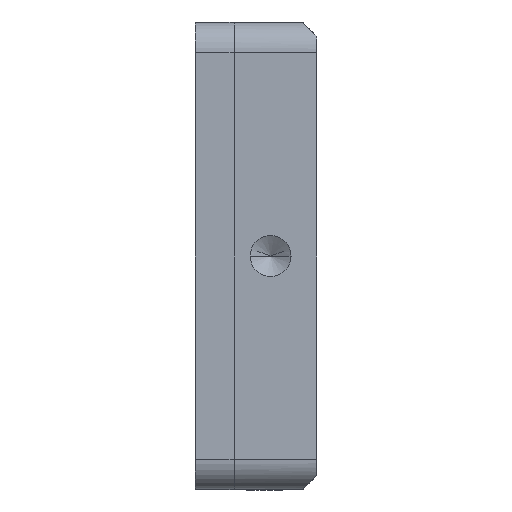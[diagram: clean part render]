
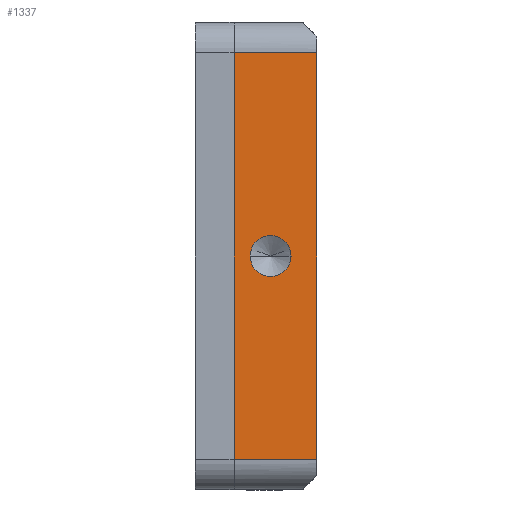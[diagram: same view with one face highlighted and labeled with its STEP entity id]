
A CAD part, left-side view. The second image highlights one B-rep face of the part: STEP entity #1337.
In plain terms, the highlighted planar face has unit normal (-1, 0, 0).
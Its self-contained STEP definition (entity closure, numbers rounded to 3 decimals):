
#57 = EDGE_CURVE ( 'NONE', #856, #1426, #518, .T. ) ;
#89 = DIRECTION ( 'NONE',  ( -1., 0., 0. ) ) ;
#97 = EDGE_CURVE ( 'NONE', #1412, #2015, #667, .T. ) ;
#123 = PLANE ( 'NONE',  #1137 ) ;
#164 = VECTOR ( 'NONE', #2119, 1000. ) ;
#310 = CIRCLE ( 'NONE', #1917, 2.1 ) ;
#409 = VERTEX_POINT ( 'NONE', #452 ) ;
#429 = VECTOR ( 'NONE', #2510, 1000. ) ;
#452 = CARTESIAN_POINT ( 'NONE',  ( -74.05, -20.875, 8.5 ) ) ;
#461 = CARTESIAN_POINT ( 'NONE',  ( -74.05, -24.05, 8.5 ) ) ;
#498 = VERTEX_POINT ( 'NONE', #1736 ) ;
#504 = LINE ( 'NONE', #2261, #659 ) ;
#514 = CARTESIAN_POINT ( 'NONE',  ( -74.05, -20.875, 8.5 ) ) ;
#518 = LINE ( 'NONE', #1899, #164 ) ;
#531 = CARTESIAN_POINT ( 'NONE',  ( -74.05, 0., 4.75 ) ) ;
#579 = VECTOR ( 'NONE', #2003, 1000. ) ;
#659 = VECTOR ( 'NONE', #2514, 1000. ) ;
#667 = CIRCLE ( 'NONE', #1623, 2.1 ) ;
#682 = DIRECTION ( 'NONE',  ( 0., 0., -1. ) ) ;
#726 = ORIENTED_EDGE ( 'NONE', *, *, #1408, .F. ) ;
#826 = ORIENTED_EDGE ( 'NONE', *, *, #1811, .T. ) ;
#835 = FACE_OUTER_BOUND ( 'NONE', #1196, .T. ) ;
#856 = VERTEX_POINT ( 'NONE', #1328 ) ;
#858 = CARTESIAN_POINT ( 'NONE',  ( -74.05, 20.875, 0. ) ) ;
#1055 = FACE_BOUND ( 'NONE', #2412, .T. ) ;
#1137 = AXIS2_PLACEMENT_3D ( 'NONE', #1876, #2760, #682 ) ;
#1196 = EDGE_LOOP ( 'NONE', ( #726, #2462, #826, #1398 ) ) ;
#1237 = ORIENTED_EDGE ( 'NONE', *, *, #97, .F. ) ;
#1328 = CARTESIAN_POINT ( 'NONE',  ( -74.05, 20.875, 8.5 ) ) ;
#1331 = DIRECTION ( 'NONE',  ( -1., 0., 0. ) ) ;
#1337 = ADVANCED_FACE ( 'NONE', ( #1055, #835 ), #123, .F. ) ;
#1398 = ORIENTED_EDGE ( 'NONE', *, *, #1722, .T. ) ;
#1404 = DIRECTION ( 'NONE',  ( 0., 0., 1. ) ) ;
#1408 = EDGE_CURVE ( 'NONE', #856, #409, #1955, .T. ) ;
#1412 = VERTEX_POINT ( 'NONE', #1785 ) ;
#1426 = VERTEX_POINT ( 'NONE', #858 ) ;
#1490 = EDGE_CURVE ( 'NONE', #2015, #1412, #310, .T. ) ;
#1511 = CARTESIAN_POINT ( 'NONE',  ( -74.05, 0., 4.75 ) ) ;
#1569 = DIRECTION ( 'NONE',  ( 0., 0., 1. ) ) ;
#1623 = AXIS2_PLACEMENT_3D ( 'NONE', #531, #89, #1404 ) ;
#1722 = EDGE_CURVE ( 'NONE', #498, #409, #2698, .T. ) ;
#1736 = CARTESIAN_POINT ( 'NONE',  ( -74.05, -20.875, 0. ) ) ;
#1785 = CARTESIAN_POINT ( 'NONE',  ( -74.05, 0., 6.85 ) ) ;
#1811 = EDGE_CURVE ( 'NONE', #1426, #498, #504, .T. ) ;
#1876 = CARTESIAN_POINT ( 'NONE',  ( -74.05, -24.05, 8.5 ) ) ;
#1899 = CARTESIAN_POINT ( 'NONE',  ( -74.05, 20.875, 8.5 ) ) ;
#1917 = AXIS2_PLACEMENT_3D ( 'NONE', #1511, #1331, #1569 ) ;
#1955 = LINE ( 'NONE', #461, #579 ) ;
#2003 = DIRECTION ( 'NONE',  ( 0., -1., 0. ) ) ;
#2015 = VERTEX_POINT ( 'NONE', #2830 ) ;
#2119 = DIRECTION ( 'NONE',  ( 0., 0., -1. ) ) ;
#2261 = CARTESIAN_POINT ( 'NONE',  ( -74.05, -24.05, 0. ) ) ;
#2412 = EDGE_LOOP ( 'NONE', ( #1237, #2602 ) ) ;
#2462 = ORIENTED_EDGE ( 'NONE', *, *, #57, .T. ) ;
#2510 = DIRECTION ( 'NONE',  ( 0., 0., 1. ) ) ;
#2514 = DIRECTION ( 'NONE',  ( 0., -1., 0. ) ) ;
#2602 = ORIENTED_EDGE ( 'NONE', *, *, #1490, .F. ) ;
#2698 = LINE ( 'NONE', #514, #429 ) ;
#2760 = DIRECTION ( 'NONE',  ( 1., 0., 0. ) ) ;
#2830 = CARTESIAN_POINT ( 'NONE',  ( -74.05, 0., 2.65 ) ) ;
